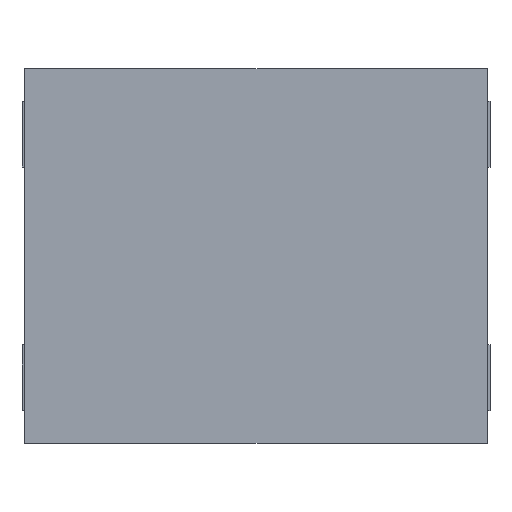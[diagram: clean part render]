
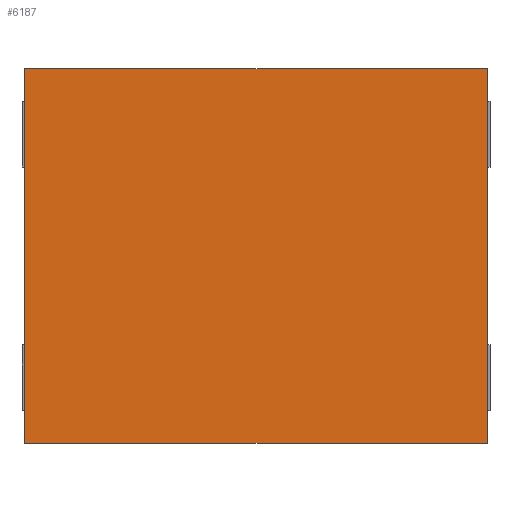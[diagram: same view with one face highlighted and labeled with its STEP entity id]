
A CAD part, top view. The second image highlights one B-rep face of the part: STEP entity #6187.
In plain terms, the highlighted planar face has unit normal (0, 0, 1).
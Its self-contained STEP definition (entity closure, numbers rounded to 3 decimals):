
#312 = CARTESIAN_POINT ( 'NONE',  ( -1.482, -1.2, 1.2 ) ) ;
#356 = PLANE ( 'NONE',  #4462 ) ;
#540 = LINE ( 'NONE', #2718, #2254 ) ;
#834 = VECTOR ( 'NONE', #1669, 1000. ) ;
#1283 = VERTEX_POINT ( 'NONE', #3967 ) ;
#1642 = EDGE_CURVE ( 'NONE', #1283, #1648, #2365, .T. ) ;
#1648 = VERTEX_POINT ( 'NONE', #7309 ) ;
#1669 = DIRECTION ( 'NONE',  ( 0., -1., 0. ) ) ;
#2036 = EDGE_LOOP ( 'NONE', ( #2764, #2056, #8582, #6545 ) ) ;
#2056 = ORIENTED_EDGE ( 'NONE', *, *, #2592, .T. ) ;
#2254 = VECTOR ( 'NONE', #4065, 1000. ) ;
#2324 = CARTESIAN_POINT ( 'NONE',  ( -1.482, 1., 1.2 ) ) ;
#2365 = LINE ( 'NONE', #2324, #8398 ) ;
#2514 = DIRECTION ( 'NONE',  ( -1., 0., 0. ) ) ;
#2592 = EDGE_CURVE ( 'NONE', #8648, #3212, #540, .T. ) ;
#2718 = CARTESIAN_POINT ( 'NONE',  ( -1.482, -1., 1.2 ) ) ;
#2764 = ORIENTED_EDGE ( 'NONE', *, *, #4404, .T. ) ;
#3169 = CARTESIAN_POINT ( 'NONE',  ( -1.235, -1.2, 1.2 ) ) ;
#3212 = VERTEX_POINT ( 'NONE', #6155 ) ;
#3712 = FACE_OUTER_BOUND ( 'NONE', #2036, .T. ) ;
#3765 = DIRECTION ( 'NONE',  ( 0., 1., 0. ) ) ;
#3891 = LINE ( 'NONE', #3169, #834 ) ;
#3967 = CARTESIAN_POINT ( 'NONE',  ( 1.235, 1., 1.2 ) ) ;
#4065 = DIRECTION ( 'NONE',  ( 1., 0., 0. ) ) ;
#4404 = EDGE_CURVE ( 'NONE', #1648, #8648, #3891, .T. ) ;
#4462 = AXIS2_PLACEMENT_3D ( 'NONE', #312, #8578, #5884 ) ;
#5745 = CARTESIAN_POINT ( 'NONE',  ( -1.235, -1., 1.2 ) ) ;
#5884 = DIRECTION ( 'NONE',  ( 1., 0., 0. ) ) ;
#6155 = CARTESIAN_POINT ( 'NONE',  ( 1.235, -1., 1.2 ) ) ;
#6187 = ADVANCED_FACE ( 'NONE', ( #3712 ), #356, .T. ) ;
#6545 = ORIENTED_EDGE ( 'NONE', *, *, #1642, .T. ) ;
#6939 = VECTOR ( 'NONE', #3765, 1000. ) ;
#7309 = CARTESIAN_POINT ( 'NONE',  ( -1.235, 1., 1.2 ) ) ;
#7361 = CARTESIAN_POINT ( 'NONE',  ( 1.235, -1.2, 1.2 ) ) ;
#8028 = EDGE_CURVE ( 'NONE', #3212, #1283, #8541, .T. ) ;
#8398 = VECTOR ( 'NONE', #2514, 1000. ) ;
#8541 = LINE ( 'NONE', #7361, #6939 ) ;
#8578 = DIRECTION ( 'NONE',  ( 0., 0., 1. ) ) ;
#8582 = ORIENTED_EDGE ( 'NONE', *, *, #8028, .T. ) ;
#8648 = VERTEX_POINT ( 'NONE', #5745 ) ;
